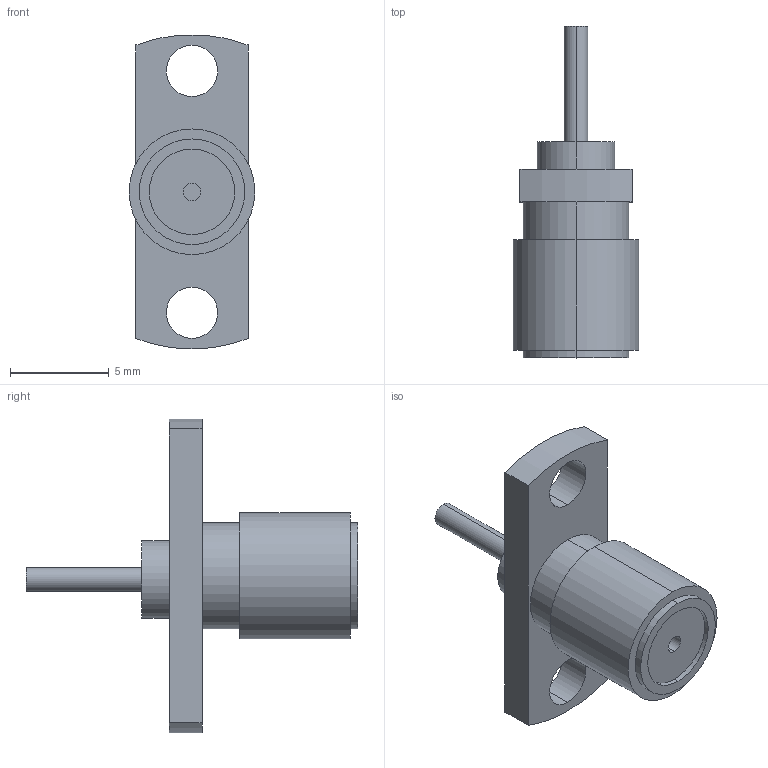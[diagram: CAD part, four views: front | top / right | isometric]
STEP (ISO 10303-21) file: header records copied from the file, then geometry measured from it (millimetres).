
FILE_DESCRIPTION (( 'STEP AP203' ), '1' );
FILE_NAME ('SMA 2 Hole Mt Trimed.STEP', '2019-08-03T14:16:36', ( '' ), ( '' ), 'SwSTEP 2.0', 'SolidWorks 2013', '' );
FILE_SCHEMA (( 'CONFIG_CONTROL_DESIGN' ));
Length unit declared in the file: inch
Products named in the file (1): SMA 2 Hole Mt Trimed
Bounding box: 6.35 x 16.76 x 15.85 mm (x, y, z)
Volume: 372.4 mm3; surface area: 474.9 mm2
Topology: 1 solids, 1 shells, 32 faces, 69 edges, 46 vertices
Faces by surface type: cylinder 21, plane 11
Entity records: 982 total; most frequent: DIRECTION 177, CARTESIAN_POINT 148, ORIENTED_EDGE 138, AXIS2_PLACEMENT_3D 75, EDGE_CURVE 69, VERTEX_POINT 46, EDGE_LOOP 43, CIRCLE 42
